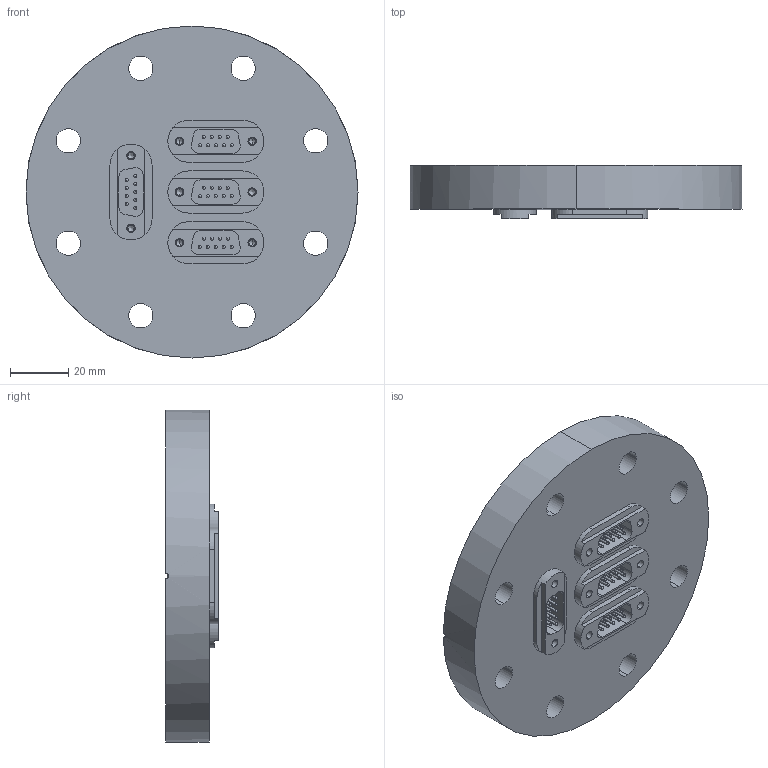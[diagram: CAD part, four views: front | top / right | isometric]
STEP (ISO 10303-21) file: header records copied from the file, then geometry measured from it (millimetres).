
FILE_DESCRIPTION (( 'STEP AP214' ), '1' );
FILE_NAME ('210-D09-C63-4.STEP', '2015-01-28T15:15:56', ( '' ), ( '' ), 'SwSTEP 2.0', 'SolidWorks 2014', '' );
FILE_SCHEMA (( 'AUTOMOTIVE_DESIGN' ));
Length unit declared in the file: millimetre
Products named in the file (5): 9210-D09-C63-4_DN63; 9218-D9-37-SS_9 pin 1mm; 9210-PIN-FENI_Pin vergoldet; 218-D9-37-SS_218-D09-SS; 210-D09-C63-4
Assembly tree (15 placements, depth 3):
  210-D09-C63-4
    9210-D09-C63-4_DN63
    218-D9-37-SS_218-D09-SS  x4
      9218-D9-37-SS_9 pin 1mm
      9210-PIN-FENI_Pin vergoldet
Bounding box: 114.3 x 18.2 x 114.3 mm (x, y, z)
Volume: 136624.7 mm3; surface area: 44481 mm2
Topology: 41 solids, 41 shells, 507 faces, 1371 edges, 886 vertices
Faces by surface type: cylinder 287, plane 112, sphere 72, cone 36
Entity records: 4403 total; most frequent: DIRECTION 791, CARTESIAN_POINT 760, ORIENTED_EDGE 662, EDGE_CURVE 331, AXIS2_PLACEMENT_3D 315, VERTEX_POINT 218, EDGE_LOOP 183, CIRCLE 166
